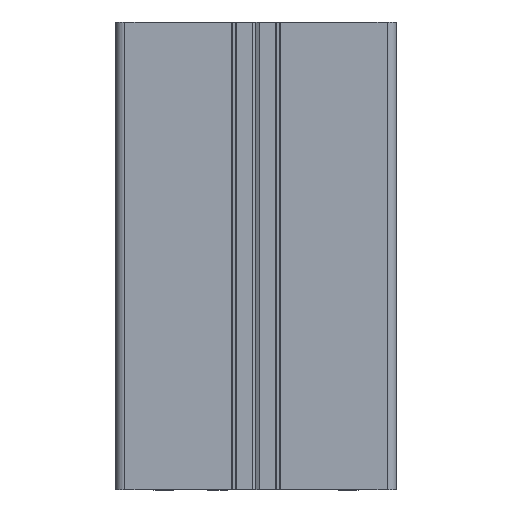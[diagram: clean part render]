
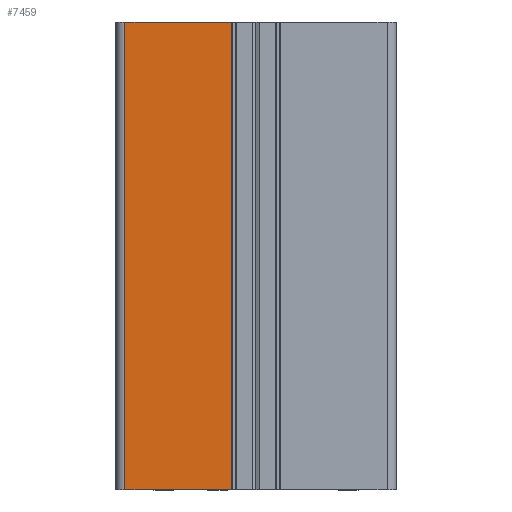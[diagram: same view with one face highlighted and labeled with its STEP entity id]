
A CAD part, front view. The second image highlights one B-rep face of the part: STEP entity #7459.
In plain terms, the highlighted planar face has unit normal (0, -1, 0).
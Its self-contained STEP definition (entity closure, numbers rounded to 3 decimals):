
#661 = CARTESIAN_POINT ( 'NONE',  ( 6936.325, 4038.006, 100. ) ) ;
#943 = DIRECTION ( 'NONE',  ( 1., 0., 0. ) ) ;
#1156 = LINE ( 'NONE', #661, #11842 ) ;
#2565 = LINE ( 'NONE', #6057, #9858 ) ;
#2851 = LINE ( 'NONE', #3361, #10765 ) ;
#3361 = CARTESIAN_POINT ( 'NONE',  ( 6913.575, 4038.006, 0. ) ) ;
#4284 = VERTEX_POINT ( 'NONE', #7947 ) ;
#4833 = DIRECTION ( 'NONE',  ( 0., 0., -1. ) ) ;
#4960 = CARTESIAN_POINT ( 'NONE',  ( 6913.575, 4038.006, 100. ) ) ;
#5488 = ORIENTED_EDGE ( 'NONE', *, *, #8879, .F. ) ;
#5786 = DIRECTION ( 'NONE',  ( 0., 1., 0. ) ) ;
#6026 = EDGE_CURVE ( 'NONE', #12988, #8865, #2851, .T. ) ;
#6057 = CARTESIAN_POINT ( 'NONE',  ( 6947.371, 4038.006, 100. ) ) ;
#6284 = VECTOR ( 'NONE', #12198, 1000. ) ;
#6797 = PLANE ( 'NONE',  #8699 ) ;
#7459 = ADVANCED_FACE ( 'NONE', ( #8319 ), #6797, .F. ) ;
#7656 = VERTEX_POINT ( 'NONE', #11390 ) ;
#7947 = CARTESIAN_POINT ( 'NONE',  ( 6936.325, 4038.006, 100. ) ) ;
#8256 = ORIENTED_EDGE ( 'NONE', *, *, #9637, .F. ) ;
#8319 = FACE_OUTER_BOUND ( 'NONE', #13054, .T. ) ;
#8699 = AXIS2_PLACEMENT_3D ( 'NONE', #11985, #5786, #13006 ) ;
#8865 = VERTEX_POINT ( 'NONE', #12247 ) ;
#8879 = EDGE_CURVE ( 'NONE', #7656, #4284, #2565, .T. ) ;
#9039 = LINE ( 'NONE', #4960, #6284 ) ;
#9575 = DIRECTION ( 'NONE',  ( 1., 0., 0. ) ) ;
#9637 = EDGE_CURVE ( 'NONE', #12988, #7656, #9039, .T. ) ;
#9858 = VECTOR ( 'NONE', #943, 1000. ) ;
#10765 = VECTOR ( 'NONE', #9575, 1000. ) ;
#10985 = ORIENTED_EDGE ( 'NONE', *, *, #6026, .T. ) ;
#11390 = CARTESIAN_POINT ( 'NONE',  ( 6913.575, 4038.006, 100. ) ) ;
#11842 = VECTOR ( 'NONE', #4833, 1000. ) ;
#11985 = CARTESIAN_POINT ( 'NONE',  ( 6913.575, 4038.006, 100. ) ) ;
#12070 = EDGE_CURVE ( 'NONE', #4284, #8865, #1156, .T. ) ;
#12198 = DIRECTION ( 'NONE',  ( 0., 0., 1. ) ) ;
#12247 = CARTESIAN_POINT ( 'NONE',  ( 6936.325, 4038.006, 0. ) ) ;
#12451 = CARTESIAN_POINT ( 'NONE',  ( 6913.575, 4038.006, 0. ) ) ;
#12988 = VERTEX_POINT ( 'NONE', #12451 ) ;
#13006 = DIRECTION ( 'NONE',  ( -1., 0., 0. ) ) ;
#13054 = EDGE_LOOP ( 'NONE', ( #13428, #5488, #8256, #10985 ) ) ;
#13428 = ORIENTED_EDGE ( 'NONE', *, *, #12070, .F. ) ;
